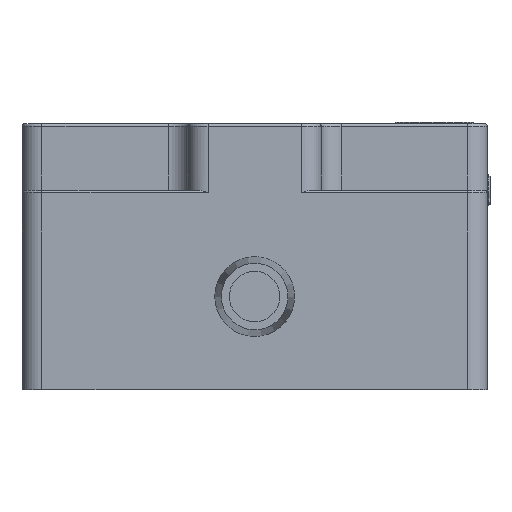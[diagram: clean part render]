
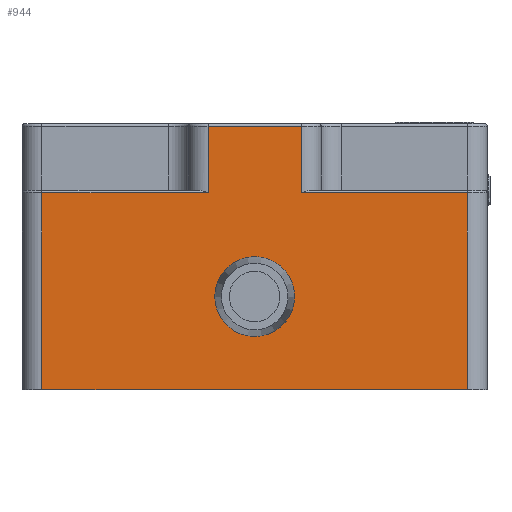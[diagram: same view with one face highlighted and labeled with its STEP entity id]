
A CAD part, front view. The second image highlights one B-rep face of the part: STEP entity #944.
In plain terms, the highlighted planar face has unit normal (0, -1, 0).
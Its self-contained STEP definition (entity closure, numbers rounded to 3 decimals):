
#47=LINE('',#1492,#98);
#49=LINE('',#1516,#100);
#56=LINE('',#1544,#107);
#57=LINE('',#1547,#108);
#58=LINE('',#1549,#109);
#59=LINE('',#1551,#110);
#60=LINE('',#1553,#111);
#61=LINE('',#1554,#112);
#98=VECTOR('',#1166,10.);
#100=VECTOR('',#1184,10.);
#107=VECTOR('',#1207,10.);
#108=VECTOR('',#1210,10.);
#109=VECTOR('',#1211,10.);
#110=VECTOR('',#1212,10.);
#111=VECTOR('',#1213,10.);
#112=VECTOR('',#1214,10.);
#150=PLANE('',#1032);
#203=FACE_BOUND('',#304,.T.);
#230=FACE_OUTER_BOUND('',#303,.T.);
#303=EDGE_LOOP('',(#705,#706,#707,#708,#709,#710,#711,#712));
#304=EDGE_LOOP('',(#713));
#390=CIRCLE('',#1033,3.);
#451=VERTEX_POINT('',#1482);
#455=VERTEX_POINT('',#1490);
#460=VERTEX_POINT('',#1504);
#463=VERTEX_POINT('',#1509);
#471=VERTEX_POINT('',#1546);
#472=VERTEX_POINT('',#1548);
#473=VERTEX_POINT('',#1550);
#474=VERTEX_POINT('',#1552);
#475=VERTEX_POINT('',#1555);
#542=EDGE_CURVE('',#455,#451,#47,.T.);
#550=EDGE_CURVE('',#463,#460,#49,.T.);
#562=EDGE_CURVE('',#460,#455,#56,.T.);
#563=EDGE_CURVE('',#463,#471,#57,.T.);
#564=EDGE_CURVE('',#472,#471,#58,.T.);
#565=EDGE_CURVE('',#472,#473,#59,.T.);
#566=EDGE_CURVE('',#474,#473,#60,.T.);
#567=EDGE_CURVE('',#451,#474,#61,.T.);
#568=EDGE_CURVE('',#475,#475,#390,.T.);
#705=ORIENTED_EDGE('',*,*,#550,.F.);
#706=ORIENTED_EDGE('',*,*,#563,.T.);
#707=ORIENTED_EDGE('',*,*,#564,.F.);
#708=ORIENTED_EDGE('',*,*,#565,.T.);
#709=ORIENTED_EDGE('',*,*,#566,.F.);
#710=ORIENTED_EDGE('',*,*,#567,.F.);
#711=ORIENTED_EDGE('',*,*,#542,.F.);
#712=ORIENTED_EDGE('',*,*,#562,.F.);
#713=ORIENTED_EDGE('',*,*,#568,.T.);
#944=ADVANCED_FACE('',(#230,#203),#150,.T.);
#1032=AXIS2_PLACEMENT_3D('',#1545,#1208,#1209);
#1033=AXIS2_PLACEMENT_3D('',#1556,#1215,#1216);
#1166=DIRECTION('',(-1.,0.,0.));
#1184=DIRECTION('',(1.,0.,0.));
#1207=DIRECTION('',(0.,0.,-1.));
#1208=DIRECTION('center_axis',(0.,-1.,0.));
#1209=DIRECTION('ref_axis',(1.,0.,0.));
#1210=DIRECTION('',(0.,0.,1.));
#1211=DIRECTION('',(1.,0.,0.));
#1212=DIRECTION('',(0.,0.,-1.));
#1213=DIRECTION('',(1.,0.,0.));
#1214=DIRECTION('',(0.,0.,1.));
#1215=DIRECTION('center_axis',(0.,1.,0.));
#1216=DIRECTION('ref_axis',(-1.,0.,0.));
#1482=CARTESIAN_POINT('',(-16.,-42.5,0.));
#1490=CARTESIAN_POINT('',(16.,-42.5,0.));
#1492=CARTESIAN_POINT('',(17.5,-42.5,0.));
#1504=CARTESIAN_POINT('',(16.,-42.5,14.8));
#1509=CARTESIAN_POINT('',(3.5,-42.5,14.8));
#1516=CARTESIAN_POINT('',(-3.125,-42.5,14.8));
#1544=CARTESIAN_POINT('',(16.,-42.5,0.));
#1545=CARTESIAN_POINT('Origin',(-17.5,-42.5,0.));
#1546=CARTESIAN_POINT('',(3.5,-42.5,19.8));
#1547=CARTESIAN_POINT('',(3.5,-42.5,10.));
#1548=CARTESIAN_POINT('',(-3.5,-42.5,19.8));
#1549=CARTESIAN_POINT('',(-8.75,-42.5,19.8));
#1550=CARTESIAN_POINT('',(-3.5,-42.5,14.8));
#1551=CARTESIAN_POINT('',(-3.5,-42.5,10.));
#1552=CARTESIAN_POINT('',(-16.,-42.5,14.8));
#1553=CARTESIAN_POINT('',(-14.375,-42.5,14.8));
#1554=CARTESIAN_POINT('',(-16.,-42.5,0.));
#1555=CARTESIAN_POINT('',(3.,-42.5,7.));
#1556=CARTESIAN_POINT('Origin',(0.,-42.5,7.));
